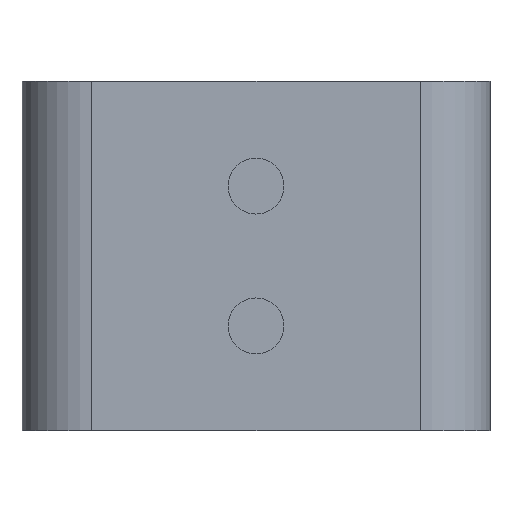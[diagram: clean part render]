
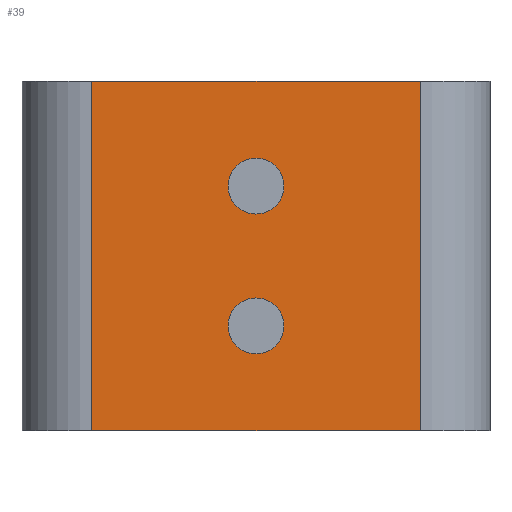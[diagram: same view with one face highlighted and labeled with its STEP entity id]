
A CAD part, left-side view. The second image highlights one B-rep face of the part: STEP entity #39.
In plain terms, the highlighted planar face has unit normal (-1, 0, 0).
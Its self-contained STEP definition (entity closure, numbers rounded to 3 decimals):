
#9 = AXIS2_PLACEMENT_3D ( 'NONE', #820, #558, #282 ) ;
#27 = CARTESIAN_POINT ( 'NONE',  ( -43.75, -11.75, 0. ) ) ;
#32 = DIRECTION ( 'NONE',  ( 0., -1., 0. ) ) ;
#34 = DIRECTION ( 'NONE',  ( 0., 0., -1. ) ) ;
#39 = ADVANCED_FACE ( 'NONE', ( #372, #438, #781 ), #503, .F. ) ;
#48 = EDGE_LOOP ( 'NONE', ( #288, #521 ) ) ;
#74 = LINE ( 'NONE', #309, #619 ) ;
#88 = EDGE_CURVE ( 'NONE', #755, #179, #835, .T. ) ;
#89 = VECTOR ( 'NONE', #176, 1000. ) ;
#95 = CARTESIAN_POINT ( 'NONE',  ( -43.75, -16.75, 25. ) ) ;
#124 = AXIS2_PLACEMENT_3D ( 'NONE', #808, #271, #406 ) ;
#133 = ORIENTED_EDGE ( 'NONE', *, *, #516, .F. ) ;
#176 = DIRECTION ( 'NONE',  ( 0., 0., -1. ) ) ;
#179 = VERTEX_POINT ( 'NONE', #318 ) ;
#193 = CARTESIAN_POINT ( 'NONE',  ( -43.75, 0., 7.5 ) ) ;
#198 = VERTEX_POINT ( 'NONE', #579 ) ;
#218 = VERTEX_POINT ( 'NONE', #799 ) ;
#221 = EDGE_CURVE ( 'NONE', #590, #224, #634, .T. ) ;
#224 = VERTEX_POINT ( 'NONE', #582 ) ;
#235 = EDGE_CURVE ( 'NONE', #198, #322, #519, .T. ) ;
#238 = DIRECTION ( 'NONE',  ( 1., 0., 0. ) ) ;
#241 = CARTESIAN_POINT ( 'NONE',  ( -43.75, 0., 7.5 ) ) ;
#252 = DIRECTION ( 'NONE',  ( 0., -1., 0. ) ) ;
#262 = DIRECTION ( 'NONE',  ( -1., 0., 0. ) ) ;
#271 = DIRECTION ( 'NONE',  ( -1., 0., 0. ) ) ;
#275 = ORIENTED_EDGE ( 'NONE', *, *, #221, .F. ) ;
#282 = DIRECTION ( 'NONE',  ( 0., 0., 1. ) ) ;
#288 = ORIENTED_EDGE ( 'NONE', *, *, #735, .F. ) ;
#307 = AXIS2_PLACEMENT_3D ( 'NONE', #95, #238, #34 ) ;
#309 = CARTESIAN_POINT ( 'NONE',  ( -43.75, -11.75, 25. ) ) ;
#318 = CARTESIAN_POINT ( 'NONE',  ( -43.75, -11.75, 25. ) ) ;
#320 = CIRCLE ( 'NONE', #124, 2. ) ;
#322 = VERTEX_POINT ( 'NONE', #27 ) ;
#372 = FACE_BOUND ( 'NONE', #457, .T. ) ;
#383 = DIRECTION ( 'NONE',  ( 0., 0., 1. ) ) ;
#406 = DIRECTION ( 'NONE',  ( 0., 0., 1. ) ) ;
#420 = EDGE_CURVE ( 'NONE', #322, #179, #74, .T. ) ;
#438 = FACE_BOUND ( 'NONE', #48, .T. ) ;
#443 = EDGE_CURVE ( 'NONE', #755, #198, #709, .T. ) ;
#447 = ORIENTED_EDGE ( 'NONE', *, *, #420, .T. ) ;
#457 = EDGE_LOOP ( 'NONE', ( #133, #275 ) ) ;
#481 = VECTOR ( 'NONE', #32, 1000. ) ;
#503 = PLANE ( 'NONE',  #307 ) ;
#516 = EDGE_CURVE ( 'NONE', #224, #590, #870, .T. ) ;
#519 = LINE ( 'NONE', #531, #722 ) ;
#521 = ORIENTED_EDGE ( 'NONE', *, *, #622, .F. ) ;
#531 = CARTESIAN_POINT ( 'NONE',  ( -43.75, -16.75, 0. ) ) ;
#555 = AXIS2_PLACEMENT_3D ( 'NONE', #241, #779, #563 ) ;
#558 = DIRECTION ( 'NONE',  ( -1., 0., 0. ) ) ;
#559 = CARTESIAN_POINT ( 'NONE',  ( -43.75, -16.75, 25. ) ) ;
#563 = DIRECTION ( 'NONE',  ( 0., 0., 1. ) ) ;
#573 = DIRECTION ( 'NONE',  ( 0., 0., 1. ) ) ;
#579 = CARTESIAN_POINT ( 'NONE',  ( -43.75, 11.75, 0. ) ) ;
#582 = CARTESIAN_POINT ( 'NONE',  ( -43.75, 0., 9.5 ) ) ;
#590 = VERTEX_POINT ( 'NONE', #738 ) ;
#599 = ORIENTED_EDGE ( 'NONE', *, *, #88, .F. ) ;
#601 = CARTESIAN_POINT ( 'NONE',  ( -43.75, 0., 19.5 ) ) ;
#616 = VERTEX_POINT ( 'NONE', #601 ) ;
#619 = VECTOR ( 'NONE', #573, 1000. ) ;
#622 = EDGE_CURVE ( 'NONE', #218, #616, #320, .T. ) ;
#634 = CIRCLE ( 'NONE', #868, 2. ) ;
#675 = ORIENTED_EDGE ( 'NONE', *, *, #443, .T. ) ;
#691 = CARTESIAN_POINT ( 'NONE',  ( -43.75, 11.75, 25. ) ) ;
#709 = LINE ( 'NONE', #783, #89 ) ;
#722 = VECTOR ( 'NONE', #252, 1000. ) ;
#735 = EDGE_CURVE ( 'NONE', #616, #218, #815, .T. ) ;
#738 = CARTESIAN_POINT ( 'NONE',  ( -43.75, 0., 5.5 ) ) ;
#747 = ORIENTED_EDGE ( 'NONE', *, *, #235, .T. ) ;
#755 = VERTEX_POINT ( 'NONE', #691 ) ;
#779 = DIRECTION ( 'NONE',  ( -1., 0., 0. ) ) ;
#781 = FACE_OUTER_BOUND ( 'NONE', #853, .T. ) ;
#783 = CARTESIAN_POINT ( 'NONE',  ( -43.75, 11.75, 25. ) ) ;
#799 = CARTESIAN_POINT ( 'NONE',  ( -43.75, 0., 15.5 ) ) ;
#808 = CARTESIAN_POINT ( 'NONE',  ( -43.75, 0., 17.5 ) ) ;
#815 = CIRCLE ( 'NONE', #9, 2. ) ;
#820 = CARTESIAN_POINT ( 'NONE',  ( -43.75, 0., 17.5 ) ) ;
#835 = LINE ( 'NONE', #559, #481 ) ;
#853 = EDGE_LOOP ( 'NONE', ( #747, #447, #599, #675 ) ) ;
#868 = AXIS2_PLACEMENT_3D ( 'NONE', #193, #262, #383 ) ;
#870 = CIRCLE ( 'NONE', #555, 2. ) ;
